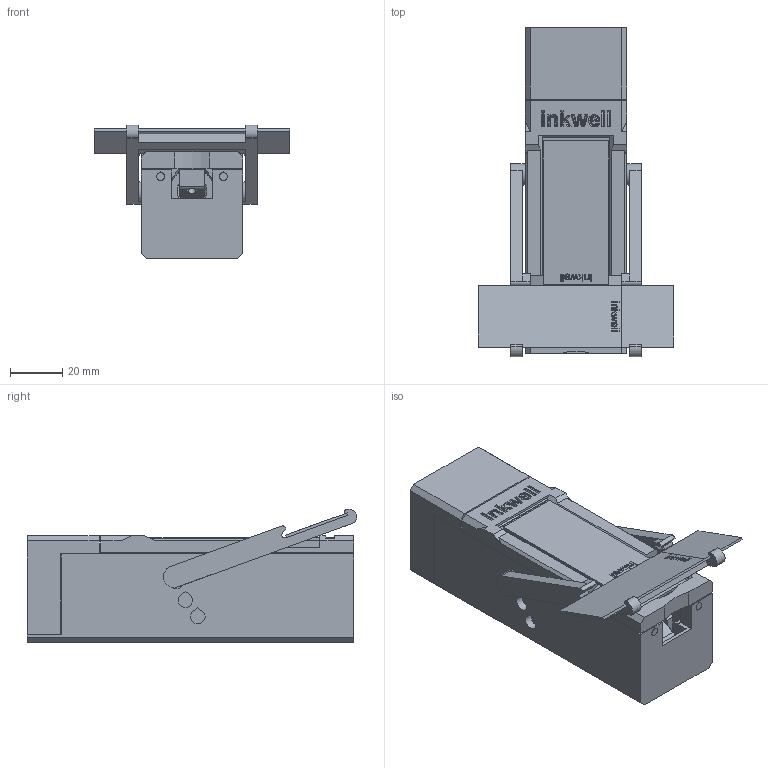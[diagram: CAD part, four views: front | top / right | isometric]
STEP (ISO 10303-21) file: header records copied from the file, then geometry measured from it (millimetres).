
FILE_DESCRIPTION(/* description */ (''),/* implementation_level */ '2;1');
FILE_NAME(/* name */ 'Inkwell v2.8.2 Assembly.step',/* time_stamp */ '2023-05-01T19:00:17-07:00',/* author */ (''),/* organization */ (''),/* preprocessor_version */ 'ST-DEVELOPER v18.1',/* originating_system */ 'Autodesk Translation Framework v10.13.0.1454',/* authorisation */ '');
FILE_SCHEMA (('AUTOMOTIVE_DESIGN { 1 0 10303 214 3 1 1 }'));
Length unit declared in the file: millimetre
Products named in the file (3): Inkwell v2.8; 51525K211_Plastic Quick-Turn Tube Coupling; Valve FVS4M-M5
Assembly tree (2 placements, depth 2):
  Inkwell v2.8
    51525K211_Plastic Quick-Turn Tube Coupling
    Valve FVS4M-M5
Bounding box: 75 x 126.13 x 51.13 mm (x, y, z)
Volume: 98205.4 mm3; surface area: 79251.2 mm2
Topology: 17 solids, 18 shells, 1224 faces, 3172 edges, 2049 vertices
Faces by surface type: plane 778, cylinder 209, bspline 121, cone 107, torus 6, sphere 3
Full cylindrical faces by diameter (mm): 1.143 x1, 1.5 x2, 2.286 x1, 3 x7, 3.1 x1, 3.3 x2, 3.8 x2, 4.3 x1, 4.5 x2, 5 x2, 5.6 x1, 6.35 x1, 6.6 x1, 6.7 x1, 7.1 x1, 7.6 x1, 9.7 x1, 9.88 x1, 10 x3, 10.5 x1, 11.43 x1, 14 x3, 17 x1
Entity records: 43482 total; most frequent: CARTESIAN_POINT 14608, ORIENTED_EDGE 6327, DIRECTION 5366, EDGE_CURVE 3170, VERTEX_POINT 2049, LINE 1998, VECTOR 1998, AXIS2_PLACEMENT_3D 1684
